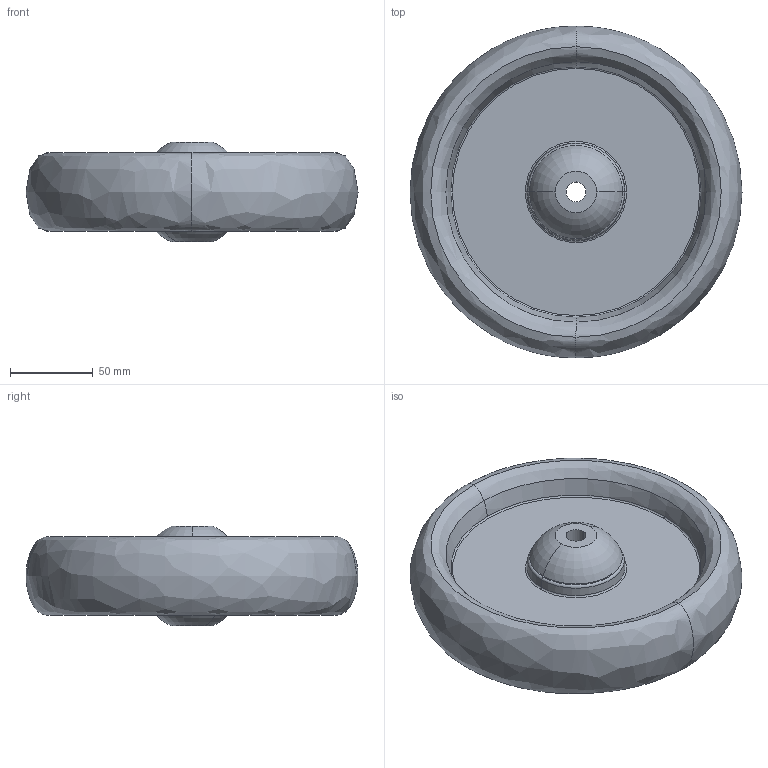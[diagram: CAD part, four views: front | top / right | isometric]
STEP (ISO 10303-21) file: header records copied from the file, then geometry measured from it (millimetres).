
FILE_DESCRIPTION (( 'STEP AP214' ), '1' );
FILE_NAME ('0017875.step', '2023-01-16T10:30:33', ( '' ), ( '' ), 'SwSTEP 2.0', 'SolidWorks 2020', '' );
FILE_SCHEMA (( 'AUTOMOTIVE_DESIGN' ));
Length unit declared in the file: millimetre
Products named in the file (1): 0017875
Bounding box: 200 x 199.98 x 60 mm (x, y, z)
Surface area: 104158.3 mm2 (no closed solid volume)
Topology: 0 solids, 5 shells, 44 faces, 106 edges, 68 vertices
Faces by surface type: torus 16, bspline 10, cone 8, plane 6, cylinder 4
Entity records: 1935 total; most frequent: CARTESIAN_POINT 399, DIRECTION 250, ORIENTED_EDGE 192, AXIS2_PLACEMENT_3D 119, EDGE_CURVE 106, CIRCLE 84, VERTEX_POINT 68, EDGE_LOOP 50
